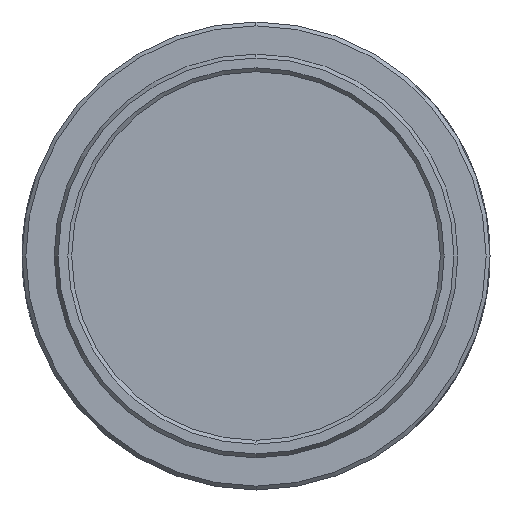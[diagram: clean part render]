
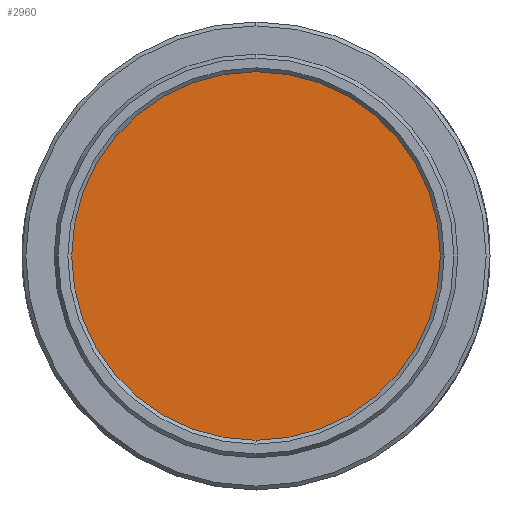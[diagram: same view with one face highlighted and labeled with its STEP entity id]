
A CAD part, left-side view. The second image highlights one B-rep face of the part: STEP entity #2960.
In plain terms, the highlighted planar face has unit normal (-1, 0, 0).
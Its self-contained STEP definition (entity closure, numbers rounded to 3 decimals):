
#88 = DIRECTION ( 'NONE',  ( 1., 0., 0. ) ) ;
#656 = ORIENTED_EDGE ( 'NONE', *, *, #5799, .F. ) ;
#794 = EDGE_LOOP ( 'NONE', ( #2890, #656 ) ) ;
#1479 = DIRECTION ( 'NONE',  ( 0., 0., -1. ) ) ;
#2101 = AXIS2_PLACEMENT_3D ( 'NONE', #3265, #9592, #7534 ) ;
#2890 = ORIENTED_EDGE ( 'NONE', *, *, #5490, .F. ) ;
#2960 = ADVANCED_FACE ( 'NONE', ( #12957 ), #8484, .F. ) ;
#3265 = CARTESIAN_POINT ( 'NONE',  ( -1.905, 0., 0. ) ) ;
#3328 = DIRECTION ( 'NONE',  ( 0., 0., -1. ) ) ;
#4051 = CARTESIAN_POINT ( 'NONE',  ( -1.905, 0., 12.7 ) ) ;
#4230 = CARTESIAN_POINT ( 'NONE',  ( -1.905, 0., 0. ) ) ;
#5490 = EDGE_CURVE ( 'NONE', #10926, #5751, #6696, .T. ) ;
#5751 = VERTEX_POINT ( 'NONE', #4051 ) ;
#5799 = EDGE_CURVE ( 'NONE', #5751, #10926, #6844, .T. ) ;
#5836 = DIRECTION ( 'NONE',  ( 1., 0., 0. ) ) ;
#6390 = AXIS2_PLACEMENT_3D ( 'NONE', #4230, #88, #3328 ) ;
#6696 = CIRCLE ( 'NONE', #8569, 12.7 ) ;
#6844 = CIRCLE ( 'NONE', #6390, 12.7 ) ;
#7534 = DIRECTION ( 'NONE',  ( 0., 0., -1. ) ) ;
#8484 = PLANE ( 'NONE',  #2101 ) ;
#8569 = AXIS2_PLACEMENT_3D ( 'NONE', #12369, #5836, #1479 ) ;
#9592 = DIRECTION ( 'NONE',  ( 1., 0., 0. ) ) ;
#10926 = VERTEX_POINT ( 'NONE', #13224 ) ;
#12369 = CARTESIAN_POINT ( 'NONE',  ( -1.905, 0., 0. ) ) ;
#12957 = FACE_OUTER_BOUND ( 'NONE', #794, .T. ) ;
#13224 = CARTESIAN_POINT ( 'NONE',  ( -1.905, 0., -12.7 ) ) ;
